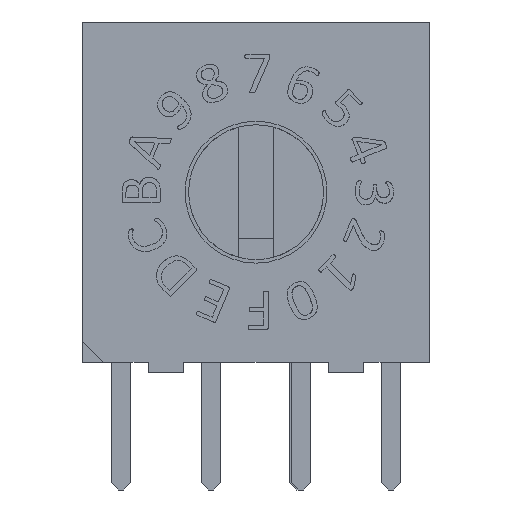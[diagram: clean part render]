
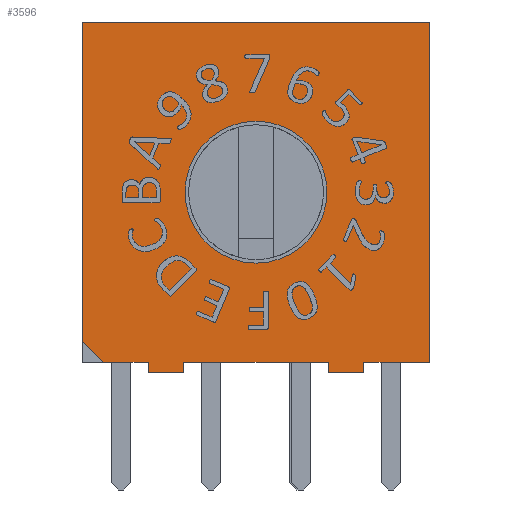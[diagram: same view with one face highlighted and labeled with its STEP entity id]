
A CAD part, left-side view. The second image highlights one B-rep face of the part: STEP entity #3596.
In plain terms, the highlighted planar face has unit normal (-1, 0, 0).
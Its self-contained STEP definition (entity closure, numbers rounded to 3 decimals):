
#3322 = VERTEX_POINT('',#3323);
#3323 = CARTESIAN_POINT('',(0.,9.8,9.6));
#3396 = VERTEX_POINT('',#3397);
#3397 = CARTESIAN_POINT('',(0.,9.8,0.6));
#3403 = EDGE_CURVE('',#3396,#3322,#3404,.T.);
#3404 = LINE('',#3405,#3406);
#3405 = CARTESIAN_POINT('',(0.,9.8,0.));
#3406 = VECTOR('',#3407,1.);
#3407 = DIRECTION('',(0.,0.,1.));
#3420 = VERTEX_POINT('',#3421);
#3421 = CARTESIAN_POINT('',(0.,0.,9.6));
#3427 = EDGE_CURVE('',#3420,#3322,#3428,.T.);
#3428 = LINE('',#3429,#3430);
#3429 = CARTESIAN_POINT('',(0.,0.,9.6));
#3430 = VECTOR('',#3431,1.);
#3431 = DIRECTION('',(0.,1.,0.));
#3596 = ADVANCED_FACE('',(#3597,#3687),#3698,.T.);
#3597 = FACE_BOUND('',#3598,.T.);
#3598 = EDGE_LOOP('',(#3599,#3609,#3615,#3616,#3617,#3625,#3633,#3641,
    #3649,#3657,#3665,#3673,#3681));
#3599 = ORIENTED_EDGE('',*,*,#3600,.F.);
#3600 = EDGE_CURVE('',#3601,#3603,#3605,.T.);
#3601 = VERTEX_POINT('',#3602);
#3602 = CARTESIAN_POINT('',(0.,0.,0.));
#3603 = VERTEX_POINT('',#3604);
#3604 = CARTESIAN_POINT('',(0.,1.86,0.));
#3605 = LINE('',#3606,#3607);
#3606 = CARTESIAN_POINT('',(0.,0.,0.));
#3607 = VECTOR('',#3608,1.);
#3608 = DIRECTION('',(0.,1.,0.));
#3609 = ORIENTED_EDGE('',*,*,#3610,.T.);
#3610 = EDGE_CURVE('',#3601,#3420,#3611,.T.);
#3611 = LINE('',#3612,#3613);
#3612 = CARTESIAN_POINT('',(0.,0.,0.));
#3613 = VECTOR('',#3614,1.);
#3614 = DIRECTION('',(0.,0.,1.));
#3615 = ORIENTED_EDGE('',*,*,#3427,.T.);
#3616 = ORIENTED_EDGE('',*,*,#3403,.F.);
#3617 = ORIENTED_EDGE('',*,*,#3618,.T.);
#3618 = EDGE_CURVE('',#3396,#3619,#3621,.T.);
#3619 = VERTEX_POINT('',#3620);
#3620 = CARTESIAN_POINT('',(0.,9.2,0.));
#3621 = LINE('',#3622,#3623);
#3622 = CARTESIAN_POINT('',(0.,9.8,0.6));
#3623 = VECTOR('',#3624,1.);
#3624 = DIRECTION('',(0.,-0.707,-0.707));
#3625 = ORIENTED_EDGE('',*,*,#3626,.F.);
#3626 = EDGE_CURVE('',#3627,#3619,#3629,.T.);
#3627 = VERTEX_POINT('',#3628);
#3628 = CARTESIAN_POINT('',(0.,7.94,0.));
#3629 = LINE('',#3630,#3631);
#3630 = CARTESIAN_POINT('',(0.,0.,0.));
#3631 = VECTOR('',#3632,1.);
#3632 = DIRECTION('',(0.,1.,0.));
#3633 = ORIENTED_EDGE('',*,*,#3634,.T.);
#3634 = EDGE_CURVE('',#3627,#3635,#3637,.T.);
#3635 = VERTEX_POINT('',#3636);
#3636 = CARTESIAN_POINT('',(0.,7.94,-0.3));
#3637 = LINE('',#3638,#3639);
#3638 = CARTESIAN_POINT('',(0.,7.94,0.));
#3639 = VECTOR('',#3640,1.);
#3640 = DIRECTION('',(-0.,-0.,-1.));
#3641 = ORIENTED_EDGE('',*,*,#3642,.F.);
#3642 = EDGE_CURVE('',#3643,#3635,#3645,.T.);
#3643 = VERTEX_POINT('',#3644);
#3644 = CARTESIAN_POINT('',(0.,6.94,-0.3));
#3645 = LINE('',#3646,#3647);
#3646 = CARTESIAN_POINT('',(0.,6.94,-0.3));
#3647 = VECTOR('',#3648,1.);
#3648 = DIRECTION('',(0.,1.,0.));
#3649 = ORIENTED_EDGE('',*,*,#3650,.F.);
#3650 = EDGE_CURVE('',#3651,#3643,#3653,.T.);
#3651 = VERTEX_POINT('',#3652);
#3652 = CARTESIAN_POINT('',(0.,6.94,0.));
#3653 = LINE('',#3654,#3655);
#3654 = CARTESIAN_POINT('',(0.,6.94,0.));
#3655 = VECTOR('',#3656,1.);
#3656 = DIRECTION('',(-0.,-0.,-1.));
#3657 = ORIENTED_EDGE('',*,*,#3658,.F.);
#3658 = EDGE_CURVE('',#3659,#3651,#3661,.T.);
#3659 = VERTEX_POINT('',#3660);
#3660 = CARTESIAN_POINT('',(0.,2.86,0.));
#3661 = LINE('',#3662,#3663);
#3662 = CARTESIAN_POINT('',(0.,0.,0.));
#3663 = VECTOR('',#3664,1.);
#3664 = DIRECTION('',(0.,1.,0.));
#3665 = ORIENTED_EDGE('',*,*,#3666,.T.);
#3666 = EDGE_CURVE('',#3659,#3667,#3669,.T.);
#3667 = VERTEX_POINT('',#3668);
#3668 = CARTESIAN_POINT('',(0.,2.86,-0.3));
#3669 = LINE('',#3670,#3671);
#3670 = CARTESIAN_POINT('',(0.,2.86,0.));
#3671 = VECTOR('',#3672,1.);
#3672 = DIRECTION('',(-0.,-0.,-1.));
#3673 = ORIENTED_EDGE('',*,*,#3674,.F.);
#3674 = EDGE_CURVE('',#3675,#3667,#3677,.T.);
#3675 = VERTEX_POINT('',#3676);
#3676 = CARTESIAN_POINT('',(0.,1.86,-0.3));
#3677 = LINE('',#3678,#3679);
#3678 = CARTESIAN_POINT('',(0.,1.86,-0.3));
#3679 = VECTOR('',#3680,1.);
#3680 = DIRECTION('',(0.,1.,0.));
#3681 = ORIENTED_EDGE('',*,*,#3682,.F.);
#3682 = EDGE_CURVE('',#3603,#3675,#3683,.T.);
#3683 = LINE('',#3684,#3685);
#3684 = CARTESIAN_POINT('',(0.,1.86,0.));
#3685 = VECTOR('',#3686,1.);
#3686 = DIRECTION('',(-0.,-0.,-1.));
#3687 = FACE_BOUND('',#3688,.T.);
#3688 = EDGE_LOOP('',(#3689));
#3689 = ORIENTED_EDGE('',*,*,#3690,.T.);
#3690 = EDGE_CURVE('',#3691,#3691,#3693,.T.);
#3691 = VERTEX_POINT('',#3692);
#3692 = CARTESIAN_POINT('',(0.,6.9,4.8));
#3693 = CIRCLE('',#3694,2.);
#3694 = AXIS2_PLACEMENT_3D('',#3695,#3696,#3697);
#3695 = CARTESIAN_POINT('',(0.,4.9,4.8));
#3696 = DIRECTION('',(1.,0.,0.));
#3697 = DIRECTION('',(0.,1.,0.));
#3698 = PLANE('',#3699);
#3699 = AXIS2_PLACEMENT_3D('',#3700,#3701,#3702);
#3700 = CARTESIAN_POINT('',(0.,4.855,4.679));
#3701 = DIRECTION('',(-1.,-0.,-0.));
#3702 = DIRECTION('',(0.,0.,-1.));
